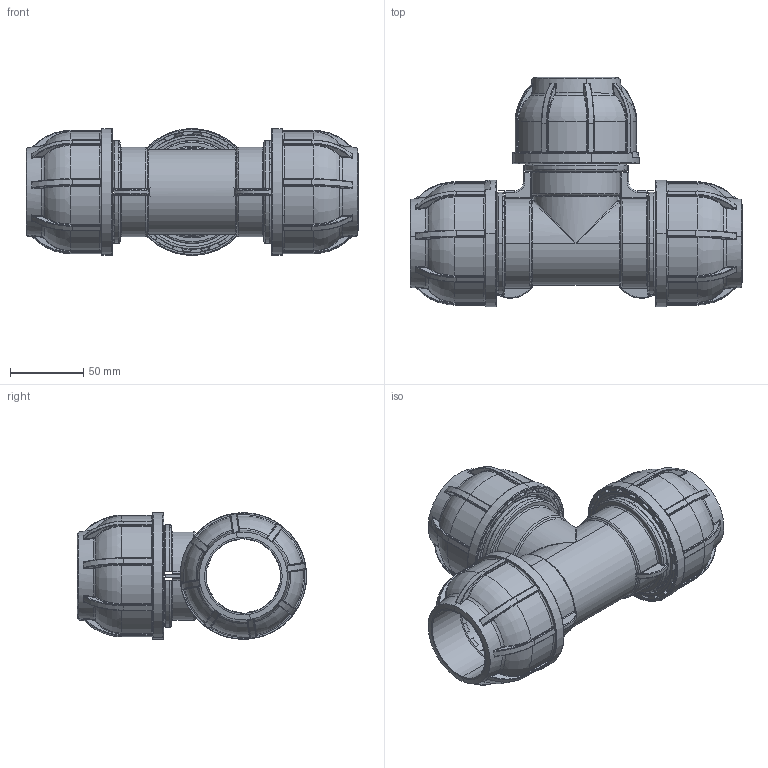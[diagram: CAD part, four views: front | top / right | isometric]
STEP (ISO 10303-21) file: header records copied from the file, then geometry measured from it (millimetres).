
FILE_DESCRIPTION (( 'STEP AP203' ), '1' );
FILE_NAME ('R214.050.000.step', '2013-11-19T09:23:06', ( 'Alusic' ), ( 'Alusic' ), 'SwSTEP 2.0', 'SolidWorks 2011', '' );
FILE_SCHEMA (( 'CONFIG_CONTROL_DESIGN' ));
Length unit declared in the file: millimetre
Products named in the file (1): R214.050.000
Bounding box: 226.9 x 156.7 x 86.5 mm (x, y, z)
Surface area: 153072.4 mm2 (no closed solid volume)
Topology: 0 solids, 87 shells, 1494 faces, 4975 edges, 3388 vertices
Faces by surface type: cylinder 448, bspline 359, plane 353, torus 293, cone 33, sphere 8
Entity records: 74285 total; most frequent: CARTESIAN_POINT 36491, ORIENTED_EDGE 7544, DIRECTION 7262, EDGE_CURVE 4928, VERTEX_POINT 3388, AXIS2_PLACEMENT_3D 3024, CIRCLE 1888, B_SPLINE_CURVE_WITH_KNOTS 1522
